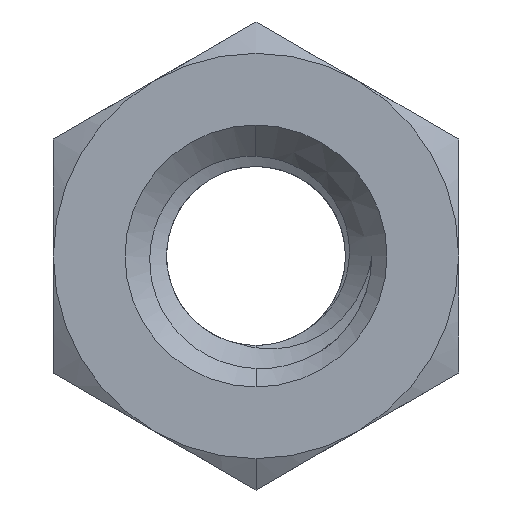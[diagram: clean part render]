
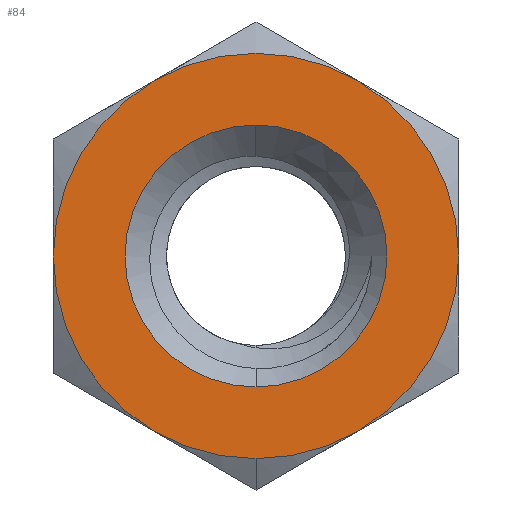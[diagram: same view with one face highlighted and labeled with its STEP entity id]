
A CAD part, front view. The second image highlights one B-rep face of the part: STEP entity #84.
In plain terms, the highlighted planar face has unit normal (0, -1, 0).
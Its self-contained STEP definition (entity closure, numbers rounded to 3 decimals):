
#4 = DIRECTION ( 'NONE',  ( 0., -1., 0. ) ) ;
#11 = ORIENTED_EDGE ( 'NONE', *, *, #146, .T. ) ;
#30 = EDGE_CURVE ( 'NONE', #1723, #950, #824, .T. ) ;
#84 = ADVANCED_FACE ( 'NONE', ( #2291, #245 ), #1095, .T. ) ;
#146 = EDGE_CURVE ( 'NONE', #2335, #524, #1640, .T. ) ;
#182 = CARTESIAN_POINT ( 'NONE',  ( 1.75, -2.5, 3.031 ) ) ;
#215 = CARTESIAN_POINT ( 'NONE',  ( 0., -2.5, 0. ) ) ;
#245 = FACE_OUTER_BOUND ( 'NONE', #1428, .T. ) ;
#250 = DIRECTION ( 'NONE',  ( 0., 1., 0. ) ) ;
#253 = AXIS2_PLACEMENT_3D ( 'NONE', #215, #916, #394 ) ;
#278 = EDGE_CURVE ( 'NONE', #2080, #1372, #2230, .T. ) ;
#373 = DIRECTION ( 'NONE',  ( 0., -1., 0. ) ) ;
#394 = DIRECTION ( 'NONE',  ( 0., 0., -1. ) ) ;
#396 = EDGE_CURVE ( 'NONE', #2338, #2080, #2085, .T. ) ;
#410 = DIRECTION ( 'NONE',  ( 0., -1., 0. ) ) ;
#419 = ORIENTED_EDGE ( 'NONE', *, *, #1348, .T. ) ;
#440 = CARTESIAN_POINT ( 'NONE',  ( -1.75, -2.5, 3.031 ) ) ;
#444 = ORIENTED_EDGE ( 'NONE', *, *, #2250, .T. ) ;
#508 = DIRECTION ( 'NONE',  ( 0., -1., 0. ) ) ;
#521 = AXIS2_PLACEMENT_3D ( 'NONE', #2213, #373, #1453 ) ;
#524 = VERTEX_POINT ( 'NONE', #825 ) ;
#620 = ORIENTED_EDGE ( 'NONE', *, *, #396, .T. ) ;
#641 = DIRECTION ( 'NONE',  ( 0., 0., -1. ) ) ;
#658 = DIRECTION ( 'NONE',  ( 0., -1., 0. ) ) ;
#699 = CIRCLE ( 'NONE', #1603, 2.262 ) ;
#711 = CARTESIAN_POINT ( 'NONE',  ( 0., -2.5, 0. ) ) ;
#746 = CARTESIAN_POINT ( 'NONE',  ( 0., -2.5, 0. ) ) ;
#799 = DIRECTION ( 'NONE',  ( 0., 0., -1. ) ) ;
#803 = AXIS2_PLACEMENT_3D ( 'NONE', #1728, #250, #799 ) ;
#824 = CIRCLE ( 'NONE', #1103, 3.5 ) ;
#825 = CARTESIAN_POINT ( 'NONE',  ( 0., -2.5, 2.262 ) ) ;
#826 = CARTESIAN_POINT ( 'NONE',  ( 0., -2.5, -2.262 ) ) ;
#835 = CARTESIAN_POINT ( 'NONE',  ( 0., -2.5, 0. ) ) ;
#839 = CARTESIAN_POINT ( 'NONE',  ( -1.75, -2.5, -3.031 ) ) ;
#858 = AXIS2_PLACEMENT_3D ( 'NONE', #1083, #4, #1275 ) ;
#881 = DIRECTION ( 'NONE',  ( 0., -1., 0. ) ) ;
#896 = VERTEX_POINT ( 'NONE', #182 ) ;
#898 = DIRECTION ( 'NONE',  ( 0., 0., -1. ) ) ;
#909 = DIRECTION ( 'NONE',  ( 0., 1., 0. ) ) ;
#916 = DIRECTION ( 'NONE',  ( 0., -1., 0. ) ) ;
#950 = VERTEX_POINT ( 'NONE', #1087 ) ;
#983 = CIRCLE ( 'NONE', #521, 3.5 ) ;
#1015 = ORIENTED_EDGE ( 'NONE', *, *, #1214, .T. ) ;
#1035 = DIRECTION ( 'NONE',  ( 0., 0., -1. ) ) ;
#1049 = EDGE_CURVE ( 'NONE', #1833, #2338, #1306, .T. ) ;
#1057 = ORIENTED_EDGE ( 'NONE', *, *, #278, .T. ) ;
#1063 = ORIENTED_EDGE ( 'NONE', *, *, #1077, .T. ) ;
#1077 = EDGE_CURVE ( 'NONE', #896, #1723, #983, .T. ) ;
#1083 = CARTESIAN_POINT ( 'NONE',  ( 0., -2.5, 0. ) ) ;
#1087 = CARTESIAN_POINT ( 'NONE',  ( -3.5, -2.5, 0. ) ) ;
#1095 = PLANE ( 'NONE',  #253 ) ;
#1103 = AXIS2_PLACEMENT_3D ( 'NONE', #835, #658, #1950 ) ;
#1214 = EDGE_CURVE ( 'NONE', #524, #2335, #699, .T. ) ;
#1239 = CARTESIAN_POINT ( 'NONE',  ( 0., -2.5, 0. ) ) ;
#1262 = CARTESIAN_POINT ( 'NONE',  ( 3.5, -2.5, 0. ) ) ;
#1275 = DIRECTION ( 'NONE',  ( 0., 0., -1. ) ) ;
#1306 = CIRCLE ( 'NONE', #858, 3.5 ) ;
#1320 = AXIS2_PLACEMENT_3D ( 'NONE', #711, #881, #2178 ) ;
#1333 = CARTESIAN_POINT ( 'NONE',  ( 0., -2.5, 0. ) ) ;
#1348 = EDGE_CURVE ( 'NONE', #1372, #896, #2079, .T. ) ;
#1367 = AXIS2_PLACEMENT_3D ( 'NONE', #1389, #1408, #1774 ) ;
#1372 = VERTEX_POINT ( 'NONE', #1262 ) ;
#1389 = CARTESIAN_POINT ( 'NONE',  ( 0., -2.5, 0. ) ) ;
#1408 = DIRECTION ( 'NONE',  ( 0., -1., 0. ) ) ;
#1428 = EDGE_LOOP ( 'NONE', ( #2312, #620, #1057, #419, #1063, #2153, #444 ) ) ;
#1453 = DIRECTION ( 'NONE',  ( 0., 0., -1. ) ) ;
#1603 = AXIS2_PLACEMENT_3D ( 'NONE', #746, #909, #898 ) ;
#1640 = CIRCLE ( 'NONE', #803, 2.262 ) ;
#1654 = CIRCLE ( 'NONE', #1712, 3.5 ) ;
#1656 = AXIS2_PLACEMENT_3D ( 'NONE', #1239, #508, #1035 ) ;
#1712 = AXIS2_PLACEMENT_3D ( 'NONE', #1333, #410, #641 ) ;
#1723 = VERTEX_POINT ( 'NONE', #440 ) ;
#1728 = CARTESIAN_POINT ( 'NONE',  ( 0., -2.5, 0. ) ) ;
#1774 = DIRECTION ( 'NONE',  ( 0., 0., -1. ) ) ;
#1796 = EDGE_LOOP ( 'NONE', ( #11, #1015 ) ) ;
#1833 = VERTEX_POINT ( 'NONE', #839 ) ;
#1942 = CARTESIAN_POINT ( 'NONE',  ( 0., -2.5, -3.5 ) ) ;
#1950 = DIRECTION ( 'NONE',  ( 0., 0., -1. ) ) ;
#2006 = CARTESIAN_POINT ( 'NONE',  ( 1.75, -2.5, -3.031 ) ) ;
#2079 = CIRCLE ( 'NONE', #1320, 3.5 ) ;
#2080 = VERTEX_POINT ( 'NONE', #2006 ) ;
#2085 = CIRCLE ( 'NONE', #1656, 3.5 ) ;
#2153 = ORIENTED_EDGE ( 'NONE', *, *, #30, .T. ) ;
#2178 = DIRECTION ( 'NONE',  ( 0., 0., -1. ) ) ;
#2213 = CARTESIAN_POINT ( 'NONE',  ( 0., -2.5, 0. ) ) ;
#2230 = CIRCLE ( 'NONE', #1367, 3.5 ) ;
#2250 = EDGE_CURVE ( 'NONE', #950, #1833, #1654, .T. ) ;
#2291 = FACE_BOUND ( 'NONE', #1796, .T. ) ;
#2312 = ORIENTED_EDGE ( 'NONE', *, *, #1049, .T. ) ;
#2335 = VERTEX_POINT ( 'NONE', #826 ) ;
#2338 = VERTEX_POINT ( 'NONE', #1942 ) ;
